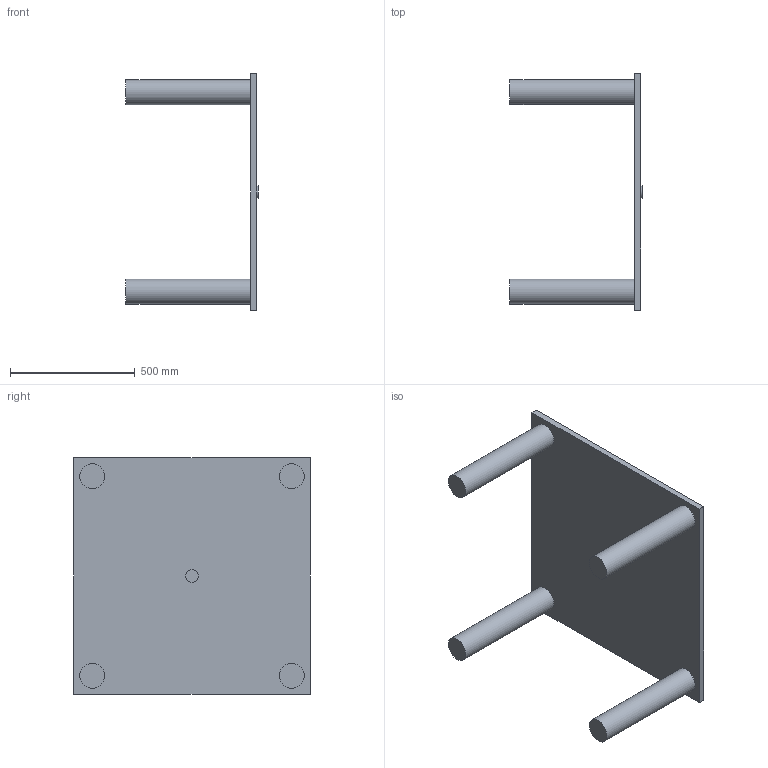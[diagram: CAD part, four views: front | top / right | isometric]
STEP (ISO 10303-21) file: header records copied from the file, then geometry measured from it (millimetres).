
FILE_DESCRIPTION(/* description */ (''),/* implementation_level */ '2;1');
FILE_NAME(/* name */ 'Rotating table base.step',/* time_stamp */ '2020-02-16T00:20:52+01:00',/* author */ (''),/* organization */ (''),/* preprocessor_version */ 'ST-DEVELOPER v18',/* originating_system */ 'Autodesk Translation Framework v8.12.0.6',/* authorisation */ '');
FILE_SCHEMA (('AUTOMOTIVE_DESIGN { 1 0 10303 214 3 1 1 }'));
Length unit declared in the file: millimetre
Products named in the file (1): Rotating table base
Bounding box: 530 x 950 x 950 mm (x, y, z)
Volume: 38270463.3 mm3; surface area: 2529889.3 mm2
Topology: 1 solids, 1 shells, 18 faces, 30 edges, 20 vertices
Faces by surface type: plane 12, cylinder 6
Full cylindrical faces by diameter (mm): 50 x2, 100 x4
Entity records: 459 total; most frequent: DIRECTION 80, CARTESIAN_POINT 69, ORIENTED_EDGE 60, AXIS2_PLACEMENT_3D 31, EDGE_CURVE 30, EDGE_LOOP 24, VERTEX_POINT 20, FACE_OUTER_BOUND 18
